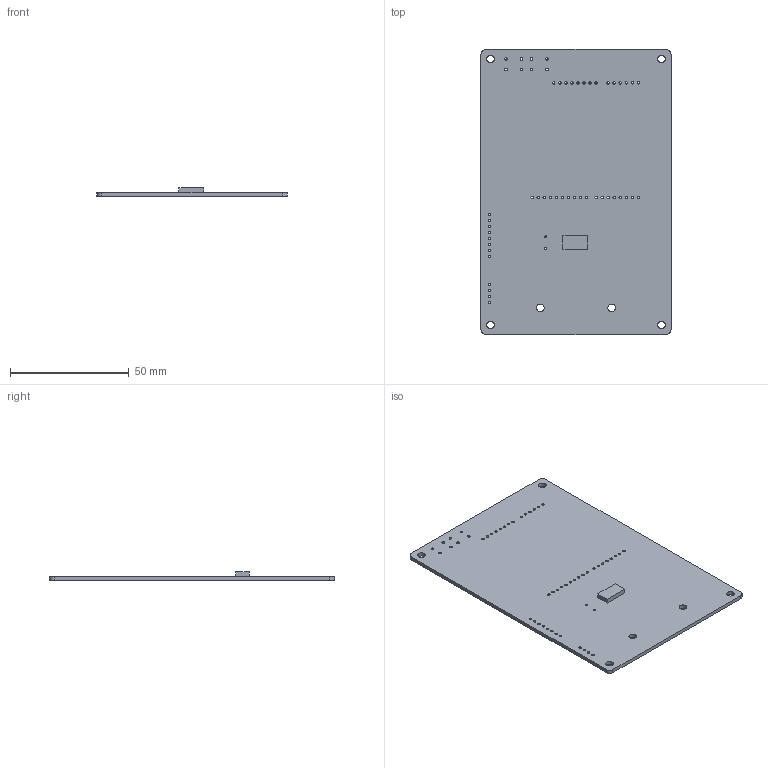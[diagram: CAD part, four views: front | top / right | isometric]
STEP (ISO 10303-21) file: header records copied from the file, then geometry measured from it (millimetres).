
FILE_DESCRIPTION(('KiCad electronic assembly'),'2;1');
FILE_NAME('PCB KiCad.step','2022-03-15T14:17:03',('Pcbnew'),('Kicad'), 'Open CASCADE STEP processor 7.5','KiCad to STEP converter','Unknown' );
FILE_SCHEMA(('AUTOMOTIVE_DESIGN { 1 0 10303 214 1 1 1 1 }'));
Length unit declared in the file: millimetre
Products named in the file (4): PCB KiCad 1; Texas_Instruments_-_ADS1256IDBT; COMPOUND; PCB KiCad PCB
Assembly tree (3 placements, depth 3):
  PCB KiCad 1
    Texas_Instruments_-_ADS1256IDBT
      COMPOUND
    PCB KiCad PCB
Bounding box: 80 x 120 x 3.6 mm (x, y, z)
Volume: 15322.9 mm3; surface area: 20195.1 mm2
Topology: 2 solids, 2 shells, 76 faces, 216 edges, 144 vertices
Faces by surface type: cylinder 64, bspline 6, plane 6
Full cylindrical faces by diameter (mm): 0.8 x2, 1 x44, 1.1 x8, 3.2 x6
Entity records: 6036 total; most frequent: CARTESIAN_POINT 1694, DIRECTION 760, ORIENTED_EDGE 432, PCURVE 432, DEFINITIONAL_REPRESENTATION 432, LINE 356, VECTOR 356, EDGE_CURVE 216
